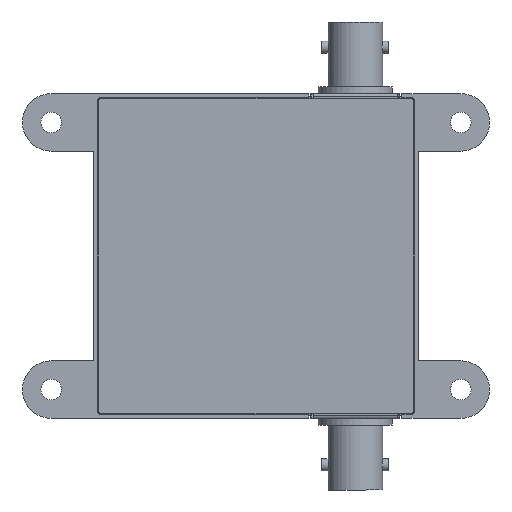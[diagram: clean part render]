
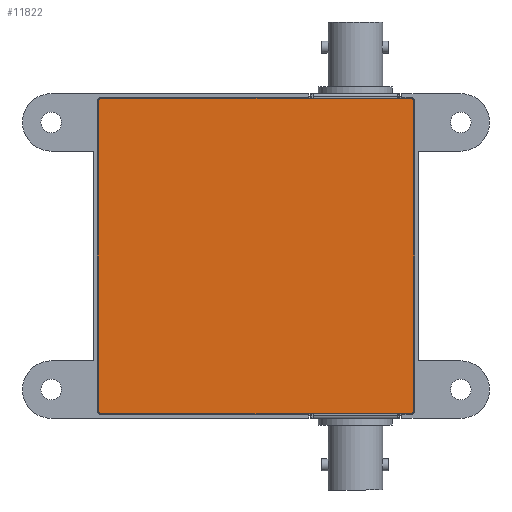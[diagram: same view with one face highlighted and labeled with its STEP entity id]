
A CAD part, front view. The second image highlights one B-rep face of the part: STEP entity #11822.
In plain terms, the highlighted planar face has unit normal (0, -1, 0).
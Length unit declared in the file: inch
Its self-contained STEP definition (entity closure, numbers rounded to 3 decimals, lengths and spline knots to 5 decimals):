
#1961 = LINE ( 'NONE', #84843, #99677 ) ;
#11015 = DIRECTION ( 'NONE',  ( -1., 0., 0. ) ) ;
#11822 = ADVANCED_FACE ( 'NONE', ( #134464 ), #138421, .F. ) ;
#13368 = CARTESIAN_POINT ( 'NONE',  ( -1.07, 0., 1.05675 ) ) ;
#19898 = AXIS2_PLACEMENT_3D ( 'NONE', #44887, #153986, #123496 ) ;
#21558 = CARTESIAN_POINT ( 'NONE',  ( -1.07, 0., 1.03801 ) ) ;
#22721 = ORIENTED_EDGE ( 'NONE', *, *, #49274, .F. ) ;
#27508 = ORIENTED_EDGE ( 'NONE', *, *, #57469, .T. ) ;
#29730 = CARTESIAN_POINT ( 'NONE',  ( -1.03801, 0., 1.07 ) ) ;
#44343 = CARTESIAN_POINT ( 'NONE',  ( -1.07, 0., -1.07 ) ) ;
#44887 = CARTESIAN_POINT ( 'NONE',  ( -1.07, 0., 1.07 ) ) ;
#47275 = EDGE_CURVE ( 'NONE', #118510, #63169, #155699, .T. ) ;
#49274 = EDGE_CURVE ( 'NONE', #140071, #64317, #74790, .T. ) ;
#51233 = VERTEX_POINT ( 'NONE', #152560 ) ;
#51791 = ORIENTED_EDGE ( 'NONE', *, *, #111643, .F. ) ;
#51987 = DIRECTION ( 'NONE',  ( 0., 0., 1. ) ) ;
#54921 = EDGE_CURVE ( 'NONE', #73018, #64317, #79345, .T. ) ;
#56975 = CARTESIAN_POINT ( 'NONE',  ( -1.07, 0., -1.03801 ) ) ;
#57469 = EDGE_CURVE ( 'NONE', #163984, #51233, #77965, .T. ) ;
#63169 = VERTEX_POINT ( 'NONE', #93814 ) ;
#64317 = VERTEX_POINT ( 'NONE', #21558 ) ;
#65498 = CARTESIAN_POINT ( 'NONE',  ( 1.03801, 0., -1.07 ) ) ;
#67377 = CARTESIAN_POINT ( 'NONE',  ( 1.07, 0., 1.03801 ) ) ;
#69908 = VECTOR ( 'NONE', #51987, 39.37008 ) ;
#73018 = VERTEX_POINT ( 'NONE', #174196 ) ;
#74012 = VECTOR ( 'NONE', #11015, 39.37008 ) ;
#74790 = LINE ( 'NONE', #142111, #69908 ) ;
#77425 = ORIENTED_EDGE ( 'NONE', *, *, #47275, .T. ) ;
#77965 =( BOUNDED_CURVE ( )  B_SPLINE_CURVE ( 3, ( #156090, #139828, #123553, #171179 ),
 .UNSPECIFIED., .F., .F. ) 
 B_SPLINE_CURVE_WITH_KNOTS ( ( 4, 4 ),
 ( 5.49813, 7.06824 ),
 .UNSPECIFIED. ) 
 CURVE ( )  GEOMETRIC_REPRESENTATION_ITEM ( )  RATIONAL_B_SPLINE_CURVE ( ( 1., 0.805, 0.805, 1. ) ) 
 REPRESENTATION_ITEM ( '' )  );
#79345 =( BOUNDED_CURVE ( )  B_SPLINE_CURVE ( 3, ( #29730, #169602, #13368, #106967 ),
 .UNSPECIFIED., .F., .F. ) 
 B_SPLINE_CURVE_WITH_KNOTS ( ( 4, 4 ),
 ( 5.49813, 7.06824 ),
 .UNSPECIFIED. ) 
 CURVE ( )  GEOMETRIC_REPRESENTATION_ITEM ( )  RATIONAL_B_SPLINE_CURVE ( ( 1., 0.805, 0.805, 1. ) ) 
 REPRESENTATION_ITEM ( '' )  );
#84843 = CARTESIAN_POINT ( 'NONE',  ( 1.07, 0., -1.07 ) ) ;
#86332 = LINE ( 'NONE', #44343, #74012 ) ;
#88423 = CARTESIAN_POINT ( 'NONE',  ( -1.07, 0., -1.05675 ) ) ;
#93814 = CARTESIAN_POINT ( 'NONE',  ( 1.03801, 0., 1.07 ) ) ;
#96210 = DIRECTION ( 'NONE',  ( 1., 0., 0. ) ) ;
#97179 = ORIENTED_EDGE ( 'NONE', *, *, #122196, .T. ) ;
#99677 = VECTOR ( 'NONE', #193989, 39.37008 ) ;
#100820 = CARTESIAN_POINT ( 'NONE',  ( 1.07, 0., 1.05675 ) ) ;
#103255 = LINE ( 'NONE', #179538, #130073 ) ;
#106967 = CARTESIAN_POINT ( 'NONE',  ( -1.07, 0., 1.03801 ) ) ;
#111643 = EDGE_CURVE ( 'NONE', #118510, #51233, #1961, .T. ) ;
#118510 = VERTEX_POINT ( 'NONE', #171459 ) ;
#122196 = EDGE_CURVE ( 'NONE', #140071, #142963, #169974, .T. ) ;
#123496 = DIRECTION ( 'NONE',  ( 0., 0., 1. ) ) ;
#123553 = CARTESIAN_POINT ( 'NONE',  ( 1.07, 0., -1.05675 ) ) ;
#124526 = EDGE_CURVE ( 'NONE', #73018, #63169, #103255, .T. ) ;
#127517 = CARTESIAN_POINT ( 'NONE',  ( -1.07, 0., -1.03801 ) ) ;
#130073 = VECTOR ( 'NONE', #96210, 39.37008 ) ;
#134464 = FACE_OUTER_BOUND ( 'NONE', #165725, .T. ) ;
#135499 = CARTESIAN_POINT ( 'NONE',  ( -1.05675, 0., -1.07 ) ) ;
#138421 = PLANE ( 'NONE',  #19898 ) ;
#139828 = CARTESIAN_POINT ( 'NONE',  ( 1.05675, 0., -1.07 ) ) ;
#140071 = VERTEX_POINT ( 'NONE', #127517 ) ;
#141086 = ORIENTED_EDGE ( 'NONE', *, *, #54921, .T. ) ;
#142111 = CARTESIAN_POINT ( 'NONE',  ( -1.07, 0., -1.07 ) ) ;
#142963 = VERTEX_POINT ( 'NONE', #153802 ) ;
#152560 = CARTESIAN_POINT ( 'NONE',  ( 1.07, 0., -1.03801 ) ) ;
#153479 = ORIENTED_EDGE ( 'NONE', *, *, #167766, .F. ) ;
#153802 = CARTESIAN_POINT ( 'NONE',  ( -1.03801, 0., -1.07 ) ) ;
#153986 = DIRECTION ( 'NONE',  ( 0., 1., 0. ) ) ;
#155699 =( BOUNDED_CURVE ( )  B_SPLINE_CURVE ( 3, ( #67377, #100820, #177169, #176501 ),
 .UNSPECIFIED., .F., .F. ) 
 B_SPLINE_CURVE_WITH_KNOTS ( ( 4, 4 ),
 ( 5.49813, 7.06824 ),
 .UNSPECIFIED. ) 
 CURVE ( )  GEOMETRIC_REPRESENTATION_ITEM ( )  RATIONAL_B_SPLINE_CURVE ( ( 1., 0.805, 0.805, 1. ) ) 
 REPRESENTATION_ITEM ( '' )  );
#156090 = CARTESIAN_POINT ( 'NONE',  ( 1.03801, 0., -1.07 ) ) ;
#163984 = VERTEX_POINT ( 'NONE', #65498 ) ;
#165725 = EDGE_LOOP ( 'NONE', ( #22721, #97179, #153479, #27508, #51791, #77425, #196259, #141086 ) ) ;
#166794 = CARTESIAN_POINT ( 'NONE',  ( -1.03801, 0., -1.07 ) ) ;
#167766 = EDGE_CURVE ( 'NONE', #163984, #142963, #86332, .T. ) ;
#169602 = CARTESIAN_POINT ( 'NONE',  ( -1.05675, 0., 1.07 ) ) ;
#169974 =( BOUNDED_CURVE ( )  B_SPLINE_CURVE ( 3, ( #56975, #88423, #135499, #166794 ),
 .UNSPECIFIED., .F., .F. ) 
 B_SPLINE_CURVE_WITH_KNOTS ( ( 4, 4 ),
 ( 5.49813, 7.06824 ),
 .UNSPECIFIED. ) 
 CURVE ( )  GEOMETRIC_REPRESENTATION_ITEM ( )  RATIONAL_B_SPLINE_CURVE ( ( 1., 0.805, 0.805, 1. ) ) 
 REPRESENTATION_ITEM ( '' )  );
#171179 = CARTESIAN_POINT ( 'NONE',  ( 1.07, 0., -1.03801 ) ) ;
#171459 = CARTESIAN_POINT ( 'NONE',  ( 1.07, 0., 1.03801 ) ) ;
#174196 = CARTESIAN_POINT ( 'NONE',  ( -1.03801, 0., 1.07 ) ) ;
#176501 = CARTESIAN_POINT ( 'NONE',  ( 1.03801, 0., 1.07 ) ) ;
#177169 = CARTESIAN_POINT ( 'NONE',  ( 1.05675, 0., 1.07 ) ) ;
#179538 = CARTESIAN_POINT ( 'NONE',  ( -1.07, 0., 1.07 ) ) ;
#193989 = DIRECTION ( 'NONE',  ( 0., 0., -1. ) ) ;
#196259 = ORIENTED_EDGE ( 'NONE', *, *, #124526, .F. ) ;
